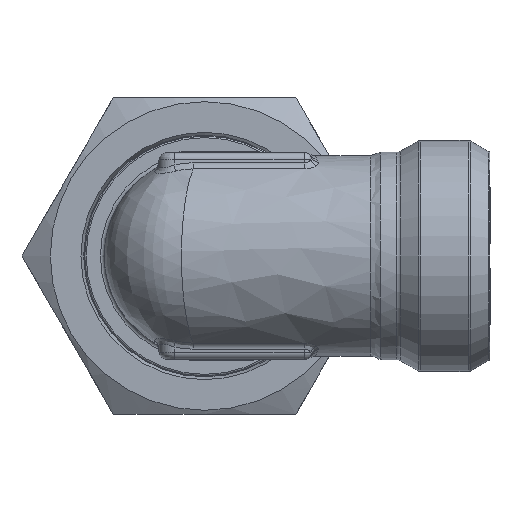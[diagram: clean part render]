
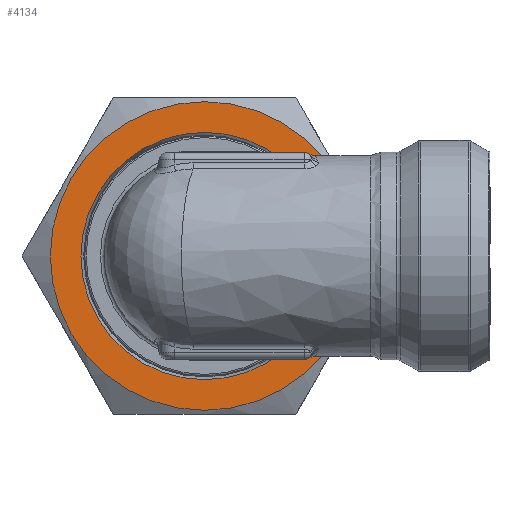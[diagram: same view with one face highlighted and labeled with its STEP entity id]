
A CAD part, left-side view. The second image highlights one B-rep face of the part: STEP entity #4134.
In plain terms, the highlighted planar face has unit normal (-1, 0, 0).
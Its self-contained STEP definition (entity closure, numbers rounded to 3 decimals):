
#322=PLANE('',#5113);
#1749=EDGE_LOOP('',(#3005));
#1750=EDGE_LOOP('',(#3006));
#3005=ORIENTED_EDGE('',*,*,#3672,.T.);
#3006=ORIENTED_EDGE('',*,*,#3655,.T.);
#3655=EDGE_CURVE('',#4707,#4707,#3831,.T.);
#3672=EDGE_CURVE('',#4724,#4724,#3836,.T.);
#3831=CIRCLE('',#5103,20.);
#3836=CIRCLE('',#5112,16.034);
#4134=ADVANCED_FACE('',(#4295,#4296),#322,.F.);
#4295=FACE_BOUND('',#1749,.T.);
#4296=FACE_BOUND('',#1750,.T.);
#4707=VERTEX_POINT('',#10653);
#4724=VERTEX_POINT('',#10751);
#5103=AXIS2_PLACEMENT_3D('',#10652,#6187,#6188);
#5112=AXIS2_PLACEMENT_3D('',#10750,#6205,#6206);
#5113=AXIS2_PLACEMENT_3D('',#10752,#6207,#6208);
#6187=DIRECTION('',(-1.,0.,0.));
#6188=DIRECTION('',(0.,0.,1.));
#6205=DIRECTION('',(1.,0.,0.));
#6206=DIRECTION('',(0.,0.,-1.));
#6207=DIRECTION('',(1.,0.,0.));
#6208=DIRECTION('',(0.,0.,-1.));
#10652=CARTESIAN_POINT('',(25.,0.,0.));
#10653=CARTESIAN_POINT('',(25.,0.,20.));
#10750=CARTESIAN_POINT('',(25.,0.,0.));
#10751=CARTESIAN_POINT('',(25.,0.,-16.034));
#10752=CARTESIAN_POINT('',(25.,20.,0.));
